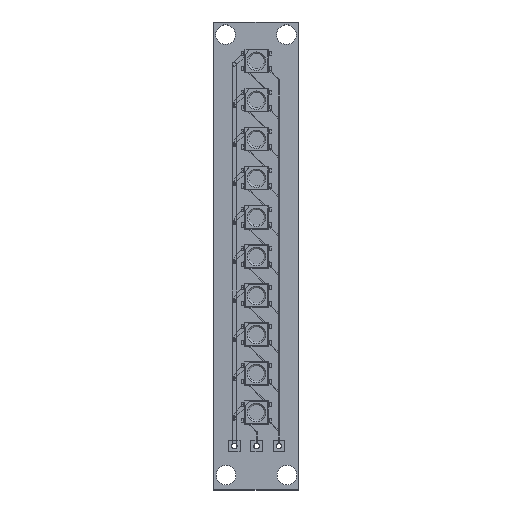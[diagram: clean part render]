
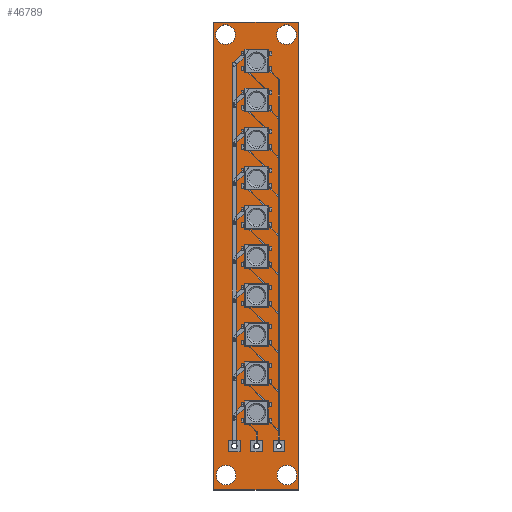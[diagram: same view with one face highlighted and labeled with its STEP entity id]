
A CAD part, top view. The second image highlights one B-rep face of the part: STEP entity #46789.
In plain terms, the highlighted planar face has unit normal (0, 0, 1).
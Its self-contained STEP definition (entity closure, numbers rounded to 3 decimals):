
#46600 = VERTEX_POINT('',#46601);
#46601 = CARTESIAN_POINT('',(9.,-49.941,1.6));
#46607 = EDGE_CURVE('',#46600,#46608,#46610,.T.);
#46608 = VERTEX_POINT('',#46609);
#46609 = CARTESIAN_POINT('',(-9.,-49.941,1.6));
#46610 = LINE('',#46611,#46612);
#46611 = CARTESIAN_POINT('',(9.,-49.941,1.6));
#46612 = VECTOR('',#46613,1.);
#46613 = DIRECTION('',(-1.,0.,0.));
#46640 = VERTEX_POINT('',#46641);
#46641 = CARTESIAN_POINT('',(9.,49.941,1.6));
#46647 = EDGE_CURVE('',#46640,#46600,#46648,.T.);
#46648 = LINE('',#46649,#46650);
#46649 = CARTESIAN_POINT('',(9.,49.941,1.6));
#46650 = VECTOR('',#46651,1.);
#46651 = DIRECTION('',(0.,-1.,0.));
#46669 = EDGE_CURVE('',#46608,#46670,#46672,.T.);
#46670 = VERTEX_POINT('',#46671);
#46671 = CARTESIAN_POINT('',(-9.,49.941,1.6));
#46672 = LINE('',#46673,#46674);
#46673 = CARTESIAN_POINT('',(-9.,-49.941,1.6));
#46674 = VECTOR('',#46675,1.);
#46675 = DIRECTION('',(0.,1.,0.));
#46789 = ADVANCED_FACE('',(#46790,#46801,#46812,#46823,#46834,#46845,
    #46856,#46867),#46878,.T.);
#46790 = FACE_BOUND('',#46791,.T.);
#46791 = EDGE_LOOP('',(#46792,#46793,#46794,#46800));
#46792 = ORIENTED_EDGE('',*,*,#46607,.F.);
#46793 = ORIENTED_EDGE('',*,*,#46647,.F.);
#46794 = ORIENTED_EDGE('',*,*,#46795,.F.);
#46795 = EDGE_CURVE('',#46670,#46640,#46796,.T.);
#46796 = LINE('',#46797,#46798);
#46797 = CARTESIAN_POINT('',(-9.,49.941,1.6));
#46798 = VECTOR('',#46799,1.);
#46799 = DIRECTION('',(1.,0.,0.));
#46800 = ORIENTED_EDGE('',*,*,#46669,.F.);
#46801 = FACE_BOUND('',#46802,.T.);
#46802 = EDGE_LOOP('',(#46803));
#46803 = ORIENTED_EDGE('',*,*,#46804,.F.);
#46804 = EDGE_CURVE('',#46805,#46805,#46807,.T.);
#46805 = VERTEX_POINT('',#46806);
#46806 = CARTESIAN_POINT('',(-4.3,-46.765,1.6));
#46807 = CIRCLE('',#46808,2.1);
#46808 = AXIS2_PLACEMENT_3D('',#46809,#46810,#46811);
#46809 = CARTESIAN_POINT('',(-6.4,-46.765,1.6));
#46810 = DIRECTION('',(0.,0.,1.));
#46811 = DIRECTION('',(1.,0.,-0.));
#46812 = FACE_BOUND('',#46813,.T.);
#46813 = EDGE_LOOP('',(#46814));
#46814 = ORIENTED_EDGE('',*,*,#46815,.T.);
#46815 = EDGE_CURVE('',#46816,#46816,#46818,.T.);
#46816 = VERTEX_POINT('',#46817);
#46817 = CARTESIAN_POINT('',(-4.638,-41.165,1.6));
#46818 = CIRCLE('',#46819,0.6);
#46819 = AXIS2_PLACEMENT_3D('',#46820,#46821,#46822);
#46820 = CARTESIAN_POINT('',(-4.638,-40.565,1.6));
#46821 = DIRECTION('',(-0.,0.,-1.));
#46822 = DIRECTION('',(0.,-1.,0.));
#46823 = FACE_BOUND('',#46824,.T.);
#46824 = EDGE_LOOP('',(#46825));
#46825 = ORIENTED_EDGE('',*,*,#46826,.T.);
#46826 = EDGE_CURVE('',#46827,#46827,#46829,.T.);
#46827 = VERTEX_POINT('',#46828);
#46828 = CARTESIAN_POINT('',(0.125,-41.165,1.6));
#46829 = CIRCLE('',#46830,0.6);
#46830 = AXIS2_PLACEMENT_3D('',#46831,#46832,#46833);
#46831 = CARTESIAN_POINT('',(0.125,-40.565,1.6));
#46832 = DIRECTION('',(-0.,0.,-1.));
#46833 = DIRECTION('',(0.,-1.,-0.));
#46834 = FACE_BOUND('',#46835,.T.);
#46835 = EDGE_LOOP('',(#46836));
#46836 = ORIENTED_EDGE('',*,*,#46837,.T.);
#46837 = EDGE_CURVE('',#46838,#46838,#46840,.T.);
#46838 = VERTEX_POINT('',#46839);
#46839 = CARTESIAN_POINT('',(4.888,-41.165,1.6));
#46840 = CIRCLE('',#46841,0.6);
#46841 = AXIS2_PLACEMENT_3D('',#46842,#46843,#46844);
#46842 = CARTESIAN_POINT('',(4.888,-40.565,1.6));
#46843 = DIRECTION('',(-0.,0.,-1.));
#46844 = DIRECTION('',(0.,-1.,-0.));
#46845 = FACE_BOUND('',#46846,.T.);
#46846 = EDGE_LOOP('',(#46847));
#46847 = ORIENTED_EDGE('',*,*,#46848,.F.);
#46848 = EDGE_CURVE('',#46849,#46849,#46851,.T.);
#46849 = VERTEX_POINT('',#46850);
#46850 = CARTESIAN_POINT('',(8.7,-46.765,1.6));
#46851 = CIRCLE('',#46852,2.1);
#46852 = AXIS2_PLACEMENT_3D('',#46853,#46854,#46855);
#46853 = CARTESIAN_POINT('',(6.6,-46.765,1.6));
#46854 = DIRECTION('',(0.,0.,1.));
#46855 = DIRECTION('',(1.,0.,-0.));
#46856 = FACE_BOUND('',#46857,.T.);
#46857 = EDGE_LOOP('',(#46858));
#46858 = ORIENTED_EDGE('',*,*,#46859,.F.);
#46859 = EDGE_CURVE('',#46860,#46860,#46862,.T.);
#46860 = VERTEX_POINT('',#46861);
#46861 = CARTESIAN_POINT('',(-4.4,47.235,1.6));
#46862 = CIRCLE('',#46863,2.1);
#46863 = AXIS2_PLACEMENT_3D('',#46864,#46865,#46866);
#46864 = CARTESIAN_POINT('',(-6.5,47.235,1.6));
#46865 = DIRECTION('',(0.,0.,1.));
#46866 = DIRECTION('',(1.,0.,-0.));
#46867 = FACE_BOUND('',#46868,.T.);
#46868 = EDGE_LOOP('',(#46869));
#46869 = ORIENTED_EDGE('',*,*,#46870,.F.);
#46870 = EDGE_CURVE('',#46871,#46871,#46873,.T.);
#46871 = VERTEX_POINT('',#46872);
#46872 = CARTESIAN_POINT('',(8.6,47.235,1.6));
#46873 = CIRCLE('',#46874,2.1);
#46874 = AXIS2_PLACEMENT_3D('',#46875,#46876,#46877);
#46875 = CARTESIAN_POINT('',(6.5,47.235,1.6));
#46876 = DIRECTION('',(0.,0.,1.));
#46877 = DIRECTION('',(1.,0.,-0.));
#46878 = PLANE('',#46879);
#46879 = AXIS2_PLACEMENT_3D('',#46880,#46881,#46882);
#46880 = CARTESIAN_POINT('',(0.,0.,1.6));
#46881 = DIRECTION('',(0.,0.,1.));
#46882 = DIRECTION('',(1.,0.,-0.));
